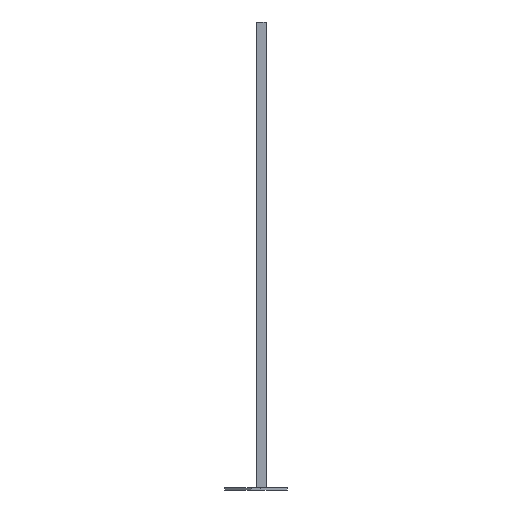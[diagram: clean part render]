
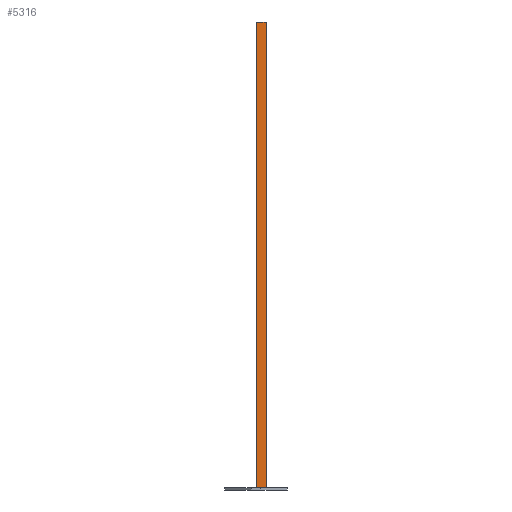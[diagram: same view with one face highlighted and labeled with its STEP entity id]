
A CAD part, left-side view. The second image highlights one B-rep face of the part: STEP entity #5316.
In plain terms, the highlighted face is planar.
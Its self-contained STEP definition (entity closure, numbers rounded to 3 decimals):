
#5 = ORIENTED_EDGE ( 'NONE', *, *, #4544, .T. ) ;
#20 = EDGE_LOOP ( 'NONE', ( #2490, #1826, #5390, #3534, #4951, #5, #1163, #4560 ) ) ;
#23 = DIRECTION ( 'NONE',  ( 0., 1., 0. ) ) ;
#112 = LINE ( 'NONE', #226, #393 ) ;
#160 = EDGE_CURVE ( 'NONE', #3219, #856, #112, .T. ) ;
#226 = CARTESIAN_POINT ( 'NONE',  ( 20.5, 4.5, 1000. ) ) ;
#239 = LINE ( 'NONE', #1834, #2532 ) ;
#271 = VERTEX_POINT ( 'NONE', #339 ) ;
#339 = CARTESIAN_POINT ( 'NONE',  ( 20.5, 21., 1000. ) ) ;
#393 = VECTOR ( 'NONE', #2491, 1000. ) ;
#445 = VERTEX_POINT ( 'NONE', #921 ) ;
#479 = CARTESIAN_POINT ( 'NONE',  ( 20.5, 4.5, 0. ) ) ;
#524 = CARTESIAN_POINT ( 'NONE',  ( 20.5, 0., 1000. ) ) ;
#589 = DIRECTION ( 'NONE',  ( 0., 0., 1. ) ) ;
#624 = DIRECTION ( 'NONE',  ( 0., -1., 0. ) ) ;
#633 = EDGE_CURVE ( 'NONE', #4693, #445, #2947, .T. ) ;
#814 = VECTOR ( 'NONE', #23, 1000. ) ;
#855 = LINE ( 'NONE', #4601, #918 ) ;
#856 = VERTEX_POINT ( 'NONE', #5706 ) ;
#918 = VECTOR ( 'NONE', #5510, 1000. ) ;
#921 = CARTESIAN_POINT ( 'NONE',  ( 20.5, 0., 0. ) ) ;
#1163 = ORIENTED_EDGE ( 'NONE', *, *, #3510, .T. ) ;
#1294 = LINE ( 'NONE', #5630, #1713 ) ;
#1355 = AXIS2_PLACEMENT_3D ( 'NONE', #2463, #2441, #589 ) ;
#1713 = VECTOR ( 'NONE', #2033, 1000. ) ;
#1826 = ORIENTED_EDGE ( 'NONE', *, *, #2843, .T. ) ;
#1834 = CARTESIAN_POINT ( 'NONE',  ( 20.5, 0., 1000. ) ) ;
#1951 = CARTESIAN_POINT ( 'NONE',  ( 20.5, 21., 0. ) ) ;
#1952 = VECTOR ( 'NONE', #4277, 1000. ) ;
#2033 = DIRECTION ( 'NONE',  ( 0., 0., -1. ) ) ;
#2304 = VERTEX_POINT ( 'NONE', #1951 ) ;
#2372 = PLANE ( 'NONE',  #1355 ) ;
#2422 = CARTESIAN_POINT ( 'NONE',  ( 20.5, 4.5, 0. ) ) ;
#2431 = CARTESIAN_POINT ( 'NONE',  ( 20.5, 21., 0. ) ) ;
#2441 = DIRECTION ( 'NONE',  ( -1., 0., 0. ) ) ;
#2463 = CARTESIAN_POINT ( 'NONE',  ( 20.5, 4.5, 1000. ) ) ;
#2490 = ORIENTED_EDGE ( 'NONE', *, *, #5673, .T. ) ;
#2491 = DIRECTION ( 'NONE',  ( 0., 1., 0. ) ) ;
#2532 = VECTOR ( 'NONE', #624, 1000. ) ;
#2750 = FACE_OUTER_BOUND ( 'NONE', #20, .T. ) ;
#2805 = VECTOR ( 'NONE', #5202, 1000. ) ;
#2843 = EDGE_CURVE ( 'NONE', #5762, #2304, #3094, .T. ) ;
#2947 = LINE ( 'NONE', #2422, #1952 ) ;
#2990 = VERTEX_POINT ( 'NONE', #3463 ) ;
#3094 = LINE ( 'NONE', #2431, #2805 ) ;
#3219 = VERTEX_POINT ( 'NONE', #3567 ) ;
#3463 = CARTESIAN_POINT ( 'NONE',  ( 20.5, 0., 1000. ) ) ;
#3510 = EDGE_CURVE ( 'NONE', #2990, #445, #5794, .T. ) ;
#3534 = ORIENTED_EDGE ( 'NONE', *, *, #4186, .F. ) ;
#3567 = CARTESIAN_POINT ( 'NONE',  ( 20.5, 4.5, 1000. ) ) ;
#3722 = DIRECTION ( 'NONE',  ( 0., 0., -1. ) ) ;
#4003 = CARTESIAN_POINT ( 'NONE',  ( 20.5, 4.5, 0. ) ) ;
#4186 = EDGE_CURVE ( 'NONE', #856, #271, #855, .T. ) ;
#4277 = DIRECTION ( 'NONE',  ( 0., -1., 0. ) ) ;
#4455 = VECTOR ( 'NONE', #3722, 1000. ) ;
#4544 = EDGE_CURVE ( 'NONE', #3219, #2990, #239, .T. ) ;
#4560 = ORIENTED_EDGE ( 'NONE', *, *, #633, .F. ) ;
#4601 = CARTESIAN_POINT ( 'NONE',  ( 20.5, 4.5, 1000. ) ) ;
#4669 = CARTESIAN_POINT ( 'NONE',  ( 20.5, 18.5, 0. ) ) ;
#4693 = VERTEX_POINT ( 'NONE', #4003 ) ;
#4816 = EDGE_CURVE ( 'NONE', #271, #2304, #1294, .T. ) ;
#4951 = ORIENTED_EDGE ( 'NONE', *, *, #160, .F. ) ;
#5202 = DIRECTION ( 'NONE',  ( 0., 1., 0. ) ) ;
#5316 = ADVANCED_FACE ( 'NONE', ( #2750 ), #2372, .F. ) ;
#5390 = ORIENTED_EDGE ( 'NONE', *, *, #4816, .F. ) ;
#5427 = LINE ( 'NONE', #479, #814 ) ;
#5510 = DIRECTION ( 'NONE',  ( 0., 1., 0. ) ) ;
#5630 = CARTESIAN_POINT ( 'NONE',  ( 20.5, 21., 1000. ) ) ;
#5673 = EDGE_CURVE ( 'NONE', #4693, #5762, #5427, .T. ) ;
#5706 = CARTESIAN_POINT ( 'NONE',  ( 20.5, 18.5, 1000. ) ) ;
#5762 = VERTEX_POINT ( 'NONE', #4669 ) ;
#5794 = LINE ( 'NONE', #524, #4455 ) ;
